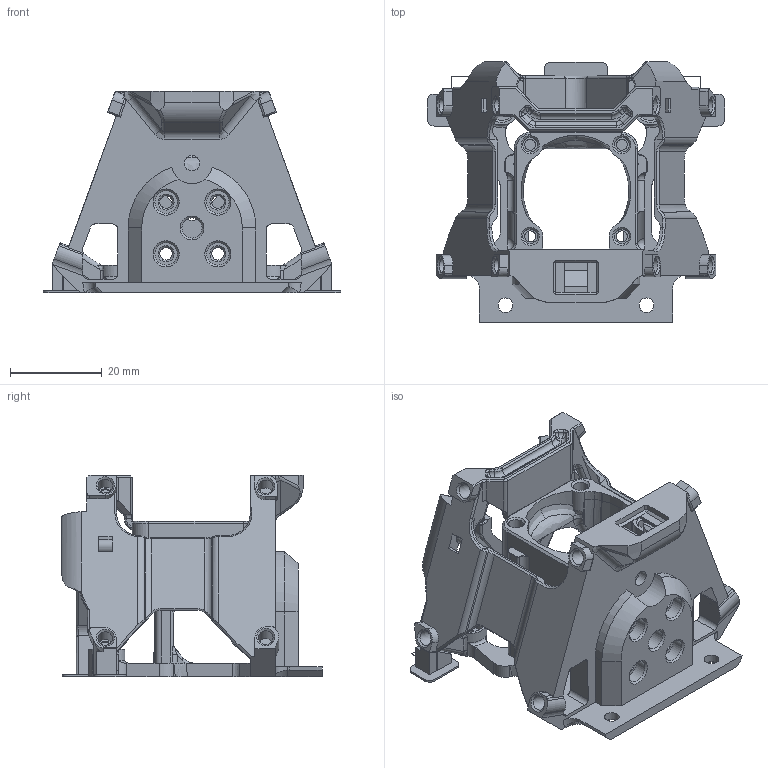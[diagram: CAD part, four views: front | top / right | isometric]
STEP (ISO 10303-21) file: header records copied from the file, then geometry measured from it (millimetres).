
FILE_DESCRIPTION(/* description */ ('STEP AP242','CAx-IF Rec.Pracs.---Representation and Presentation of Product Manufacturing Information (PMI)---4.0---2014-10-13','CAx-IF Rec.Pracs.---3D Tessellated Geometry---0.4---2014-09-14','2;1'),/* implementation_level */ '2;1');
FILE_NAME(/* name */ 'Xol_HE_Mount-Dragon-Ace_XolPAP_HeatSets',/* time_stamp */ '2024-10-19T07:38:22Z',/* author */ (''),/* organization */ (''),/* preprocessor_version */ 'ST-DEVELOPER v20',/* originating_system */ ' ',/* authorisation */ ' ');
FILE_SCHEMA (('AP242_MANAGED_MODEL_BASED_3D_ENGINEERING_MIM_LF { 1 0 10303 442 1 1 4 }'));
Products named in the file (3): Xol_HE_Mount-Dragon-Ace_XolPAP_HeatSets; Xol_HE_Mount-Dragon-Ace_XolPAP; Support
Assembly tree (2 placements, depth 2):
  Xol_HE_Mount-Dragon-Ace_XolPAP_HeatSets
    Xol_HE_Mount-Dragon-Ace_XolPAP
    Support
Bounding box: 64.89 x 56.81 x 44 mm (x, y, z)
Volume: 24291.8 mm3; surface area: 20724.5 mm2
Topology: 2 solids, 2 shells, 1620 faces, 4291 edges, 2625 vertices
Faces by surface type: cylinder 538, plane 515, bspline 354, torus 124, cone 57, sphere 32
Full cylindrical faces by diameter (mm): 0.1 x2, 2.4 x8, 2.7 x4, 3.2 x14, 3.4 x3, 4.4 x1, 4.9 x4, 5.9 x2
Entity records: 58272 total; most frequent: CARTESIAN_POINT 21536, ORIENTED_EDGE 8262, DIRECTION 6810, EDGE_CURVE 4131, VERTEX_POINT 2578, AXIS2_PLACEMENT_3D 2559, EDGE_LOOP 1739, FACE_BOUND 1739
